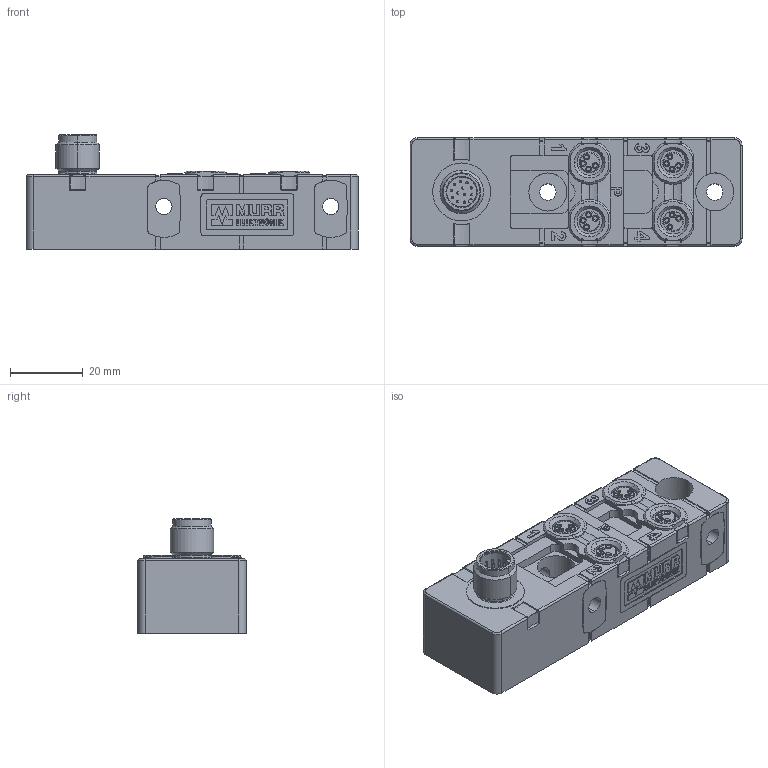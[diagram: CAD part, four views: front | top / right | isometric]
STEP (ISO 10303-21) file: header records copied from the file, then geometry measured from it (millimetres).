
FILE_DESCRIPTION (( 'STEP AP203' ), '1' );
FILE_NAME ('8000-84160-0000000.step', '2020-08-19T12:56:58', ( '' ), ( '' ), 'SwSTEP 2.0', 'SolidWorks 2019', '' );
FILE_SCHEMA (( 'CONFIG_CONTROL_DESIGN' ));
Length unit declared in the file: inch
Products named in the file (1): 8000-84160-0000000
Bounding box: 91.5 x 30 x 31.5 mm (x, y, z)
Volume: 52422.9 mm3; surface area: 13432.9 mm2
Topology: 1 solids, 2 shells, 1084 faces, 2887 edges, 1868 vertices
Faces by surface type: plane 572, cylinder 316, cone 94, bspline 74, torus 28
Entity records: 34615 total; most frequent: CARTESIAN_POINT 7747, ORIENTED_EDGE 5710, DIRECTION 5430, EDGE_CURVE 2855, VERTEX_POINT 1860, LINE 1820, VECTOR 1820, AXIS2_PLACEMENT_3D 1805
